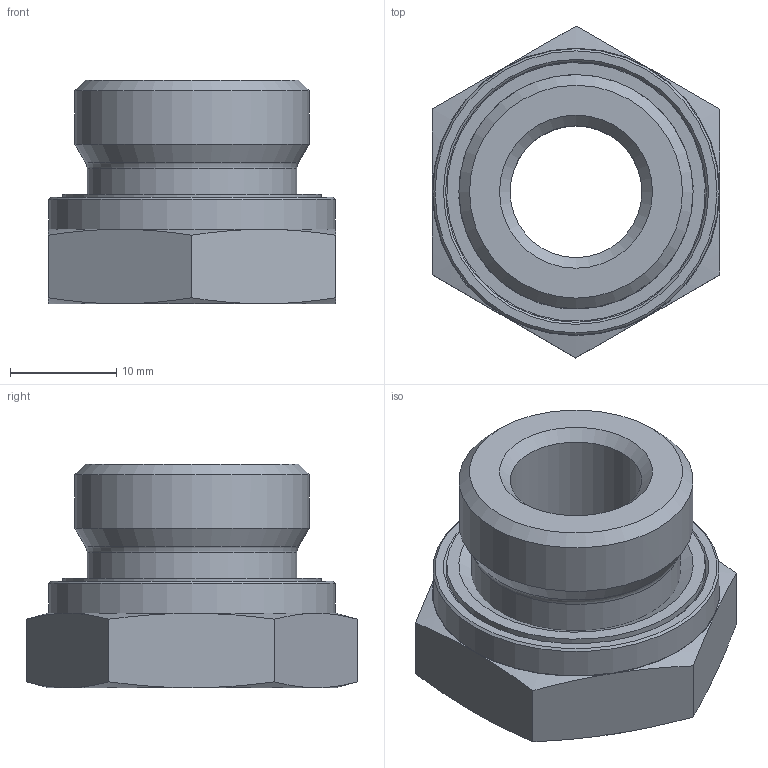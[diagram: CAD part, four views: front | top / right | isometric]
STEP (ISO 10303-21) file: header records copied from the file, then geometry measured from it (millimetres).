
FILE_DESCRIPTION((''),'2;1');
FILE_NAME('7140222141Si.stp','2015-07-08T20:07:20',(''),('KNOMI spol. s r. o.'),'Autodesk Inventor 2012','Autodesk Inventor 2012','');
FILE_SCHEMA(('AUTOMOTIVE_DESIGN { 1 2 10303 214 0 1 1 1 }'));
Length unit declared in the file: millimetre
Products named in the file (3): RIEM M22-M14-21 Silikon; 7140322141; 609Si2222
Assembly tree (2 placements, depth 2):
  RIEM M22-M14-21 Silikon
    7140322141
    609Si2222
Bounding box: 27.01 x 31.18 x 21 mm (x, y, z)
Volume: 7401.6 mm3; surface area: 4081.8 mm2
Topology: 2 solids, 2 shells, 42 faces, 85 edges, 50 vertices
Faces by surface type: cone 19, plane 13, cylinder 7, torus 3
Full cylindrical faces by diameter (mm): 12.376 x1, 19.6 x1, 19.7 x1, 22 x1, 24.3 x1, 24.5 x1, 26.9 x1
Entity records: 1120 total; most frequent: CARTESIAN_POINT 211, DIRECTION 172, ORIENTED_EDGE 134, AXIS2_PLACEMENT_3D 82, EDGE_CURVE 67, EDGE_LOOP 66, VERTEX_POINT 49, STYLED_ITEM 44
